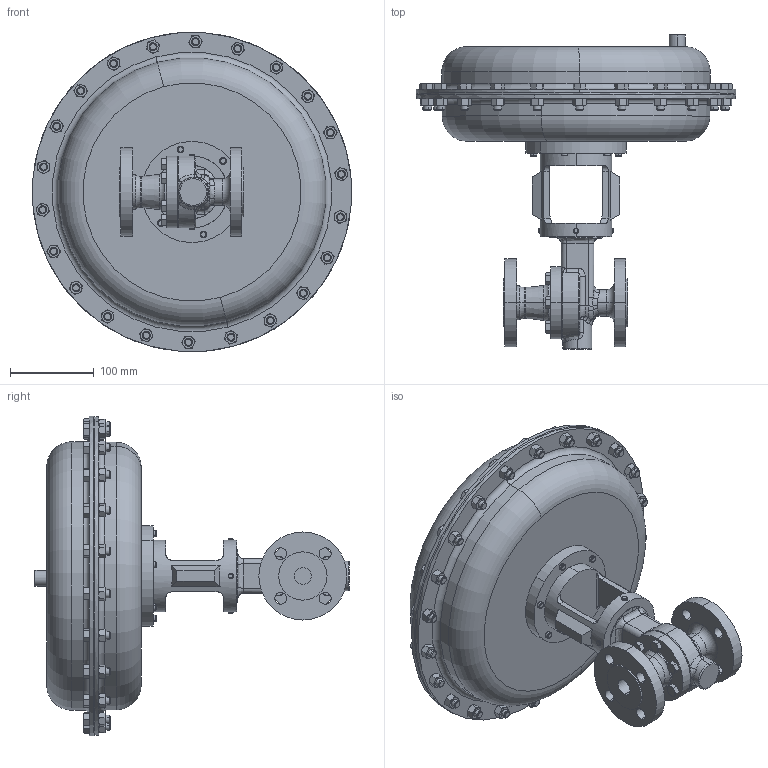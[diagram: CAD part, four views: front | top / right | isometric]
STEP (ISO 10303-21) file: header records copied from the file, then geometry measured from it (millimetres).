
FILE_DESCRIPTION (( 'STEP AP203' ), '1' );
FILE_NAME ('70-075-CS+S6-I7-85M.STEP', '2017-08-23T16:28:22', ( '' ), ( '' ), 'SwSTEP 2.0', 'SolidWorks 2014', '' );
FILE_SCHEMA (( 'CONFIG_CONTROL_DESIGN' ));
Length unit declared in the file: inch
Products named in the file (1): 70-075-CS+S6-I7-85M
Bounding box: 380.96 x 375.58 x 380.89 mm (x, y, z)
Volume: 10191151.9 mm3; surface area: 456790.6 mm2
Topology: 1 solids, 1 shells, 1149 faces, 2591 edges, 1534 vertices
Faces by surface type: cone 500, plane 426, cylinder 145, bspline 45, torus 31, sphere 2
Entity records: 37478 total; most frequent: CARTESIAN_POINT 13368, ORIENTED_EDGE 5178, DIRECTION 4669, EDGE_CURVE 2589, AXIS2_PLACEMENT_3D 1964, VERTEX_POINT 1534, EDGE_LOOP 1259, FACE_OUTER_BOUND 1149
